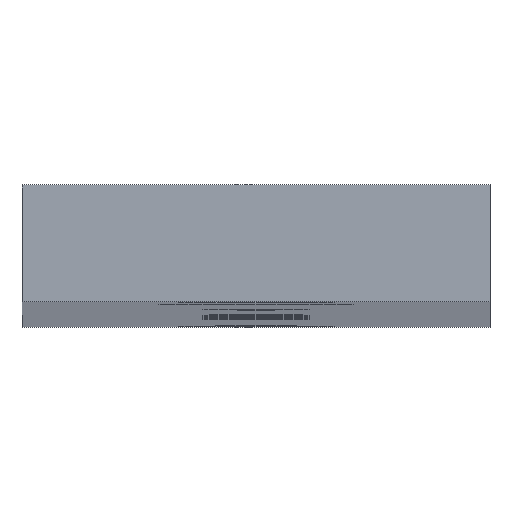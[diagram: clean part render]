
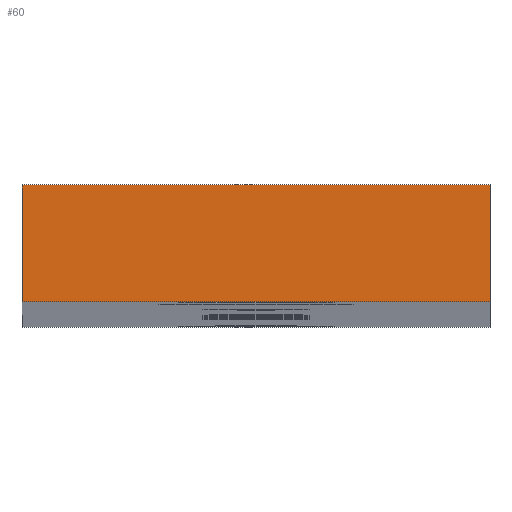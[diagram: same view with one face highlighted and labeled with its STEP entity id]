
A CAD part, top view. The second image highlights one B-rep face of the part: STEP entity #60.
In plain terms, the highlighted planar face has unit normal (0, 0, 1).
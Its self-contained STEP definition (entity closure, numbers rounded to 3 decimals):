
#60 = ADVANCED_FACE( '', ( #138 ), #139, .T. );
#138 = FACE_OUTER_BOUND( '', #263, .T. );
#139 = PLANE( '', #264 );
#263 = EDGE_LOOP( '', ( #395, #396, #397, #398 ) );
#264 = AXIS2_PLACEMENT_3D( '', #399, #400, #401 );
#395 = ORIENTED_EDGE( '', *, *, #595, .T. );
#396 = ORIENTED_EDGE( '', *, *, #604, .T. );
#397 = ORIENTED_EDGE( '', *, *, #605, .T. );
#398 = ORIENTED_EDGE( '', *, *, #606, .T. );
#399 = CARTESIAN_POINT( '', ( -9.525, -2.381, 292.1 ) );
#400 = DIRECTION( '', ( 0., 0., 1. ) );
#401 = DIRECTION( '', ( 1., 0., 0. ) );
#595 = EDGE_CURVE( '', #688, #686, #689, .T. );
#604 = EDGE_CURVE( '', #686, #702, #703, .T. );
#605 = EDGE_CURVE( '', #702, #704, #705, .T. );
#606 = EDGE_CURVE( '', #704, #688, #706, .T. );
#686 = VERTEX_POINT( '', #821 );
#688 = VERTEX_POINT( '', #824 );
#689 = LINE( '', #825, #826 );
#702 = VERTEX_POINT( '', #840 );
#703 = LINE( '', #841, #842 );
#704 = VERTEX_POINT( '', #843 );
#705 = LINE( '', #844, #845 );
#706 = LINE( '', #846, #847 );
#821 = CARTESIAN_POINT( '', ( -9.525, -2.381, 292.1 ) );
#824 = CARTESIAN_POINT( '', ( -9.525, 2.381, 292.1 ) );
#825 = CARTESIAN_POINT( '', ( -9.525, 2.381, 292.1 ) );
#826 = VECTOR( '', #982, 1000. );
#840 = CARTESIAN_POINT( '', ( 9.525, -2.381, 292.1 ) );
#841 = CARTESIAN_POINT( '', ( -9.525, -2.381, 292.1 ) );
#842 = VECTOR( '', #996, 1000. );
#843 = CARTESIAN_POINT( '', ( 9.525, 2.381, 292.1 ) );
#844 = CARTESIAN_POINT( '', ( 9.525, -2.381, 292.1 ) );
#845 = VECTOR( '', #997, 1000. );
#846 = CARTESIAN_POINT( '', ( 9.525, 2.381, 292.1 ) );
#847 = VECTOR( '', #998, 1000. );
#982 = DIRECTION( '', ( 0., -1., 0. ) );
#996 = DIRECTION( '', ( 1., 0., 0. ) );
#997 = DIRECTION( '', ( 0., 1., 0. ) );
#998 = DIRECTION( '', ( -1., 0., 0. ) );
